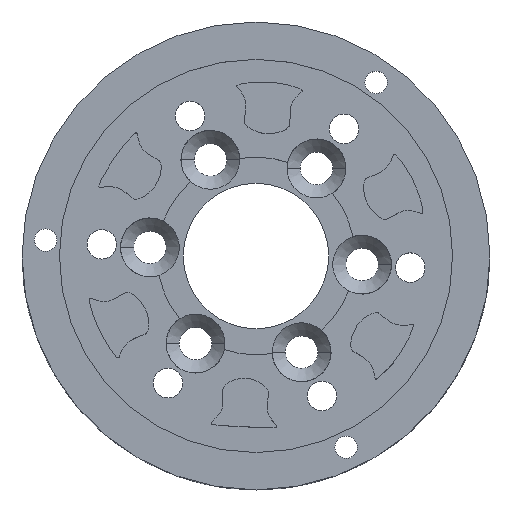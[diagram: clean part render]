
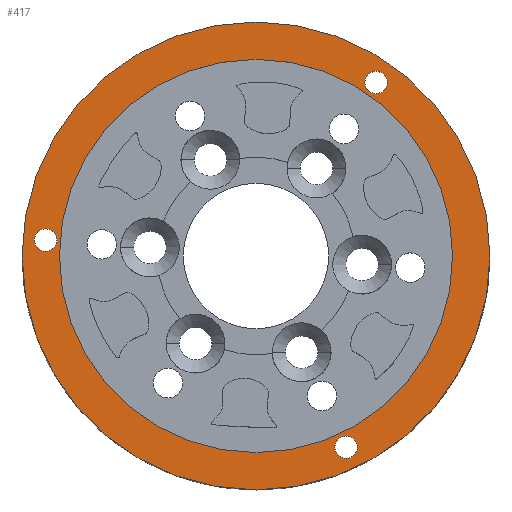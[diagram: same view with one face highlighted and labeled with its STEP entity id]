
A CAD part, top view. The second image highlights one B-rep face of the part: STEP entity #417.
In plain terms, the highlighted planar face has unit normal (0, 0, 1).
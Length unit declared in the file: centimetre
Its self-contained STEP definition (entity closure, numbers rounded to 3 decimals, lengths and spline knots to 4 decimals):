
#3 = CIRCLE ( 'NONE', #2182, 0.17 ) ;
#48 = EDGE_CURVE ( 'NONE', #3173, #962, #2888, .T. ) ;
#54 = AXIS2_PLACEMENT_3D ( 'NONE', #1543, #2285, #1031 ) ;
#69 = CARTESIAN_POINT ( 'NONE',  ( 1.5448, -2.9202, 0.4 ) ) ;
#160 = DIRECTION ( 'NONE',  ( 0., 0., 1. ) ) ;
#235 = CIRCLE ( 'NONE', #342, 3.57 ) ;
#310 = FACE_BOUND ( 'NONE', #2896, .T. ) ;
#316 = CARTESIAN_POINT ( 'NONE',  ( -3.0409, 0.2423, 0.4 ) ) ;
#342 = AXIS2_PLACEMENT_3D ( 'NONE', #1722, #3212, #2210 ) ;
#343 = AXIS2_PLACEMENT_3D ( 'NONE', #2605, #1848, #2620 ) ;
#399 = ORIENTED_EDGE ( 'NONE', *, *, #2883, .F. ) ;
#404 = CARTESIAN_POINT ( 'NONE',  ( 2.0028, 2.6475, 0.4 ) ) ;
#406 = AXIS2_PLACEMENT_3D ( 'NONE', #2366, #1115, #1131 ) ;
#408 = DIRECTION ( 'NONE',  ( 1., 0., 0. ) ) ;
#417 = ADVANCED_FACE ( 'NONE', ( #2554, #777, #310, #1772, #2522 ), #2246, .T. ) ;
#435 = EDGE_LOOP ( 'NONE', ( #547, #2848 ) ) ;
#511 = CIRCLE ( 'NONE', #1708, 3. ) ;
#547 = ORIENTED_EDGE ( 'NONE', *, *, #2218, .F. ) ;
#595 = CARTESIAN_POINT ( 'NONE',  ( 1.8328, 2.6475, 0.4 ) ) ;
#652 = ORIENTED_EDGE ( 'NONE', *, *, #48, .F. ) ;
#676 = DIRECTION ( 'NONE',  ( 0., 0., 1. ) ) ;
#695 = CARTESIAN_POINT ( 'NONE',  ( 1.6628, 2.6475, 0.4 ) ) ;
#700 = DIRECTION ( 'NONE',  ( 1., 0., 0. ) ) ;
#711 = AXIS2_PLACEMENT_3D ( 'NONE', #3137, #676, #2633 ) ;
#752 = EDGE_LOOP ( 'NONE', ( #2423, #1873 ) ) ;
#777 = FACE_BOUND ( 'NONE', #1139, .T. ) ;
#791 = CARTESIAN_POINT ( 'NONE',  ( 0., 0., 0.4 ) ) ;
#827 = CIRCLE ( 'NONE', #406, 0.17 ) ;
#876 = EDGE_CURVE ( 'NONE', #2502, #2809, #235, .T. ) ;
#915 = CIRCLE ( 'NONE', #1227, 3. ) ;
#962 = VERTEX_POINT ( 'NONE', #695 ) ;
#969 = DIRECTION ( 'NONE',  ( 1., 0., 0. ) ) ;
#1026 = EDGE_CURVE ( 'NONE', #2809, #2502, #1536, .T. ) ;
#1031 = DIRECTION ( 'NONE',  ( 1., 0., 0. ) ) ;
#1095 = DIRECTION ( 'NONE',  ( 1., 0., 0. ) ) ;
#1115 = DIRECTION ( 'NONE',  ( 0., 0., 1. ) ) ;
#1131 = DIRECTION ( 'NONE',  ( 1., 0., 0. ) ) ;
#1134 = DIRECTION ( 'NONE',  ( 1., 0., 0. ) ) ;
#1139 = EDGE_LOOP ( 'NONE', ( #1693, #652 ) ) ;
#1146 = ORIENTED_EDGE ( 'NONE', *, *, #3060, .F. ) ;
#1227 = AXIS2_PLACEMENT_3D ( 'NONE', #3118, #3133, #1095 ) ;
#1285 = EDGE_CURVE ( 'NONE', #2459, #2575, #3109, .T. ) ;
#1312 = DIRECTION ( 'NONE',  ( 1., 0., 0. ) ) ;
#1340 = CARTESIAN_POINT ( 'NONE',  ( 3.57, 0., 0.4 ) ) ;
#1349 = CARTESIAN_POINT ( 'NONE',  ( -3.57, 0., 0.4 ) ) ;
#1367 = ORIENTED_EDGE ( 'NONE', *, *, #1026, .T. ) ;
#1445 = ORIENTED_EDGE ( 'NONE', *, *, #876, .T. ) ;
#1465 = AXIS2_PLACEMENT_3D ( 'NONE', #595, #160, #1134 ) ;
#1471 = EDGE_CURVE ( 'NONE', #2575, #2459, #1647, .T. ) ;
#1505 = DIRECTION ( 'NONE',  ( 0., 0., 1. ) ) ;
#1536 = CIRCLE ( 'NONE', #343, 3.57 ) ;
#1543 = CARTESIAN_POINT ( 'NONE',  ( 1.3748, -2.9202, 0.4 ) ) ;
#1647 = CIRCLE ( 'NONE', #2431, 0.17 ) ;
#1655 = CARTESIAN_POINT ( 'NONE',  ( -3.3809, 0.2423, 0.4 ) ) ;
#1693 = ORIENTED_EDGE ( 'NONE', *, *, #2761, .F. ) ;
#1708 = AXIS2_PLACEMENT_3D ( 'NONE', #2426, #2410, #700 ) ;
#1722 = CARTESIAN_POINT ( 'NONE',  ( 0., 0., 0.4 ) ) ;
#1745 = CARTESIAN_POINT ( 'NONE',  ( -3.2109, 0.2423, 0.4 ) ) ;
#1772 = FACE_BOUND ( 'NONE', #435, .T. ) ;
#1801 = AXIS2_PLACEMENT_3D ( 'NONE', #791, #2585, #1312 ) ;
#1848 = DIRECTION ( 'NONE',  ( 0., 0., 1. ) ) ;
#1873 = ORIENTED_EDGE ( 'NONE', *, *, #1285, .F. ) ;
#1906 = VERTEX_POINT ( 'NONE', #3196 ) ;
#1911 = DIRECTION ( 'NONE',  ( 0., 0., 1. ) ) ;
#2030 = CARTESIAN_POINT ( 'NONE',  ( 3., 0., 0.4 ) ) ;
#2057 = VERTEX_POINT ( 'NONE', #69 ) ;
#2150 = EDGE_CURVE ( 'NONE', #2198, #2357, #915, .T. ) ;
#2182 = AXIS2_PLACEMENT_3D ( 'NONE', #2381, #1911, #408 ) ;
#2198 = VERTEX_POINT ( 'NONE', #2343 ) ;
#2210 = DIRECTION ( 'NONE',  ( 1., 0., 0. ) ) ;
#2218 = EDGE_CURVE ( 'NONE', #2357, #2198, #511, .T. ) ;
#2246 = PLANE ( 'NONE',  #1801 ) ;
#2285 = DIRECTION ( 'NONE',  ( 0., 0., 1. ) ) ;
#2343 = CARTESIAN_POINT ( 'NONE',  ( -3., 0., 0.4 ) ) ;
#2357 = VERTEX_POINT ( 'NONE', #2030 ) ;
#2366 = CARTESIAN_POINT ( 'NONE',  ( 1.3748, -2.9202, 0.4 ) ) ;
#2381 = CARTESIAN_POINT ( 'NONE',  ( 1.8328, 2.6475, 0.4 ) ) ;
#2410 = DIRECTION ( 'NONE',  ( 0., 0., 1. ) ) ;
#2423 = ORIENTED_EDGE ( 'NONE', *, *, #1471, .F. ) ;
#2426 = CARTESIAN_POINT ( 'NONE',  ( 0., 0., 0.4 ) ) ;
#2431 = AXIS2_PLACEMENT_3D ( 'NONE', #1745, #1505, #969 ) ;
#2442 = CIRCLE ( 'NONE', #54, 0.17 ) ;
#2459 = VERTEX_POINT ( 'NONE', #316 ) ;
#2502 = VERTEX_POINT ( 'NONE', #1340 ) ;
#2522 = FACE_OUTER_BOUND ( 'NONE', #3127, .T. ) ;
#2554 = FACE_BOUND ( 'NONE', #752, .T. ) ;
#2575 = VERTEX_POINT ( 'NONE', #1655 ) ;
#2585 = DIRECTION ( 'NONE',  ( 0., 0., 1. ) ) ;
#2605 = CARTESIAN_POINT ( 'NONE',  ( 0., 0., 0.4 ) ) ;
#2620 = DIRECTION ( 'NONE',  ( 1., 0., 0. ) ) ;
#2633 = DIRECTION ( 'NONE',  ( 1., 0., 0. ) ) ;
#2761 = EDGE_CURVE ( 'NONE', #962, #3173, #3, .T. ) ;
#2809 = VERTEX_POINT ( 'NONE', #1349 ) ;
#2848 = ORIENTED_EDGE ( 'NONE', *, *, #2150, .F. ) ;
#2883 = EDGE_CURVE ( 'NONE', #2057, #1906, #827, .T. ) ;
#2888 = CIRCLE ( 'NONE', #1465, 0.17 ) ;
#2896 = EDGE_LOOP ( 'NONE', ( #1146, #399 ) ) ;
#3060 = EDGE_CURVE ( 'NONE', #1906, #2057, #2442, .T. ) ;
#3109 = CIRCLE ( 'NONE', #711, 0.17 ) ;
#3118 = CARTESIAN_POINT ( 'NONE',  ( 0., 0., 0.4 ) ) ;
#3127 = EDGE_LOOP ( 'NONE', ( #1445, #1367 ) ) ;
#3133 = DIRECTION ( 'NONE',  ( 0., 0., 1. ) ) ;
#3137 = CARTESIAN_POINT ( 'NONE',  ( -3.2109, 0.2423, 0.4 ) ) ;
#3173 = VERTEX_POINT ( 'NONE', #404 ) ;
#3196 = CARTESIAN_POINT ( 'NONE',  ( 1.2048, -2.9202, 0.4 ) ) ;
#3212 = DIRECTION ( 'NONE',  ( 0., 0., 1. ) ) ;
